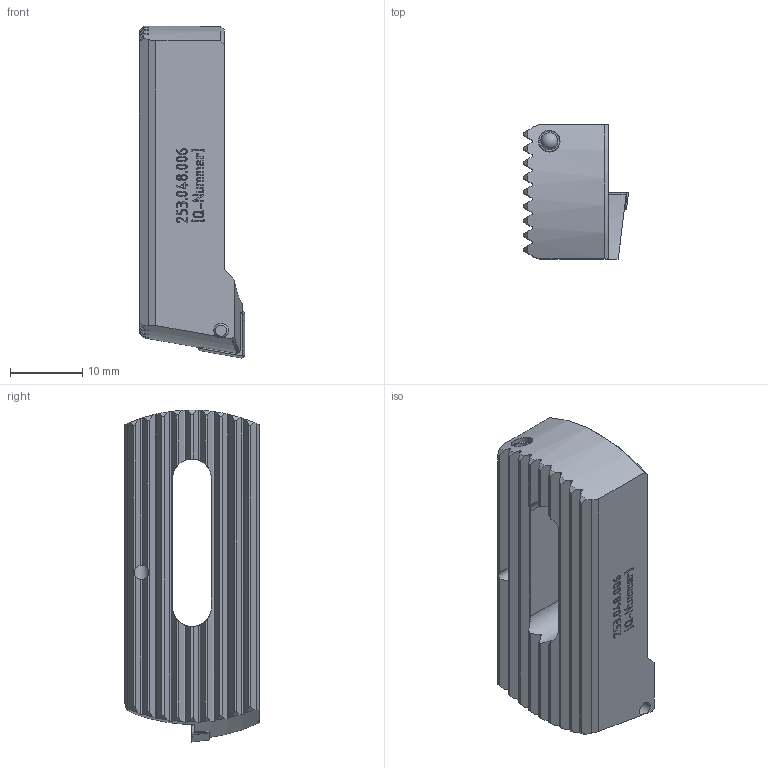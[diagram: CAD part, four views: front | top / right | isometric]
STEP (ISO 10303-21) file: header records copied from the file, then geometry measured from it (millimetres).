
FILE_DESCRIPTION (( 'STEP AP214' ), '1' );
FILE_NAME ('BV2.WCA.K11.014.STEP', '2020-08-13T14:25:37', ( '' ), ( '' ), 'SwSTEP 2.0', 'SolidWorks 2017', '' );
FILE_SCHEMA (( 'AUTOMOTIVE_DESIGN' ));
Length unit declared in the file: millimetre
Products named in the file (5): BV2.WCA.K11.014; BV2-WCA.K11.014_B_mit beschriftung; CCMT060204; WCA-ER2.001.006_A; KVT_MB_600_030
Assembly tree (4 placements, depth 2):
  BV2.WCA.K11.014
    BV2-WCA.K11.014_B_mit beschriftung
    CCMT060204
    WCA-ER2.001.006_A
    KVT_MB_600_030
Bounding box: 14.58 x 18.6 x 46 mm (x, y, z)
Volume: 6019.1 mm3; surface area: 4318.6 mm2
Topology: 5 solids, 5 shells, 411 faces, 1338 edges, 971 vertices
Faces by surface type: plane 237, bspline 78, cylinder 48, cone 43, torus 3, sphere 2
Full cylindrical faces by diameter (mm): 2 x4, 2.05 x1, 2.381 x1, 2.5 x1, 2.8 x1, 3 x3, 3.4 x1, 3.85 x1
Entity records: 23033 total; most frequent: CARTESIAN_POINT 10250, ORIENTED_EDGE 2580, DIRECTION 1527, EDGE_CURVE 1290, VERTEX_POINT 960, VECTOR 643, LINE 643, EDGE_LOOP 490
